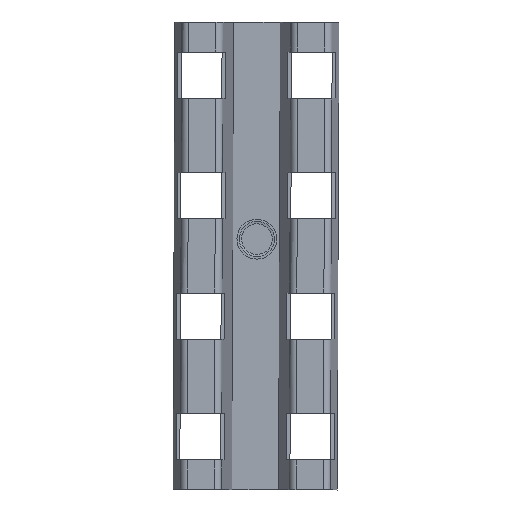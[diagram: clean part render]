
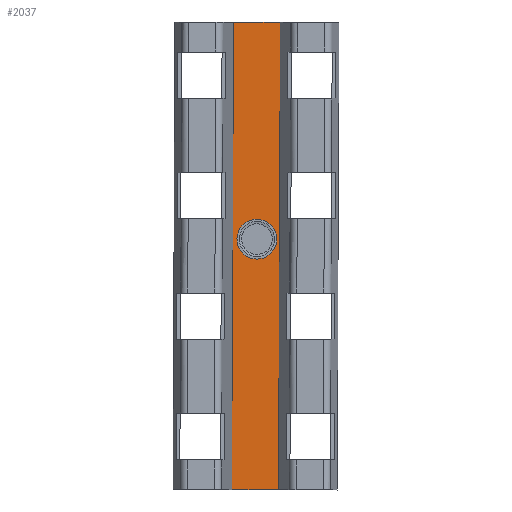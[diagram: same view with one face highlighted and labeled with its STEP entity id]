
A CAD part, top view. The second image highlights one B-rep face of the part: STEP entity #2037.
In plain terms, the highlighted planar face has unit normal (0, 0, 1).
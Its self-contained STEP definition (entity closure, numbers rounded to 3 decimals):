
#20=FACE_BOUND('',#221,.T.);
#42=PLANE('',#2170);
#129=FACE_OUTER_BOUND('',#220,.T.);
#220=EDGE_LOOP('',(#1658,#1659,#1660,#1661));
#221=EDGE_LOOP('',(#1662));
#322=LINE('',#2809,#586);
#411=LINE('',#3024,#675);
#479=LINE('',#3190,#743);
#480=LINE('',#3191,#744);
#586=VECTOR('',#2254,1.);
#675=VECTOR('',#2427,1.);
#743=VECTOR('',#2567,1.);
#744=VECTOR('',#2568,1.);
#839=CIRCLE('',#2171,8.259);
#864=VERTEX_POINT('',#2806);
#865=VERTEX_POINT('',#2808);
#948=VERTEX_POINT('',#3021);
#949=VERTEX_POINT('',#3023);
#1012=VERTEX_POINT('',#3192);
#1070=EDGE_CURVE('',#865,#864,#322,.T.);
#1179=EDGE_CURVE('',#948,#949,#411,.T.);
#1265=EDGE_CURVE('',#948,#865,#479,.T.);
#1266=EDGE_CURVE('',#949,#864,#480,.T.);
#1267=EDGE_CURVE('',#1012,#1012,#839,.T.);
#1658=ORIENTED_EDGE('',*,*,#1265,.T.);
#1659=ORIENTED_EDGE('',*,*,#1070,.T.);
#1660=ORIENTED_EDGE('',*,*,#1266,.F.);
#1661=ORIENTED_EDGE('',*,*,#1179,.F.);
#1662=ORIENTED_EDGE('',*,*,#1267,.F.);
#2037=ADVANCED_FACE('',(#129,#20),#42,.T.);
#2170=AXIS2_PLACEMENT_3D('',#3189,#2565,#2566);
#2171=AXIS2_PLACEMENT_3D('',#3193,#2569,#2570);
#2254=DIRECTION('',(-0.004,-1.,0.));
#2427=DIRECTION('',(-0.004,-1.,0.));
#2565=DIRECTION('center_axis',(0.,0.,
1.));
#2566=DIRECTION('ref_axis',(-1.,0.004,0.));
#2567=DIRECTION('',(-1.,0.004,0.));
#2568=DIRECTION('',(-1.,0.004,0.));
#2569=DIRECTION('center_axis',(0.,0.,
1.));
#2570=DIRECTION('ref_axis',(-0.476,0.879,0.));
#2806=CARTESIAN_POINT('',(67.085,30.944,-27.379));
#2808=CARTESIAN_POINT('',(67.811,224.943,-27.379));
#2809=CARTESIAN_POINT('',(67.811,224.943,-27.379));
#3021=CARTESIAN_POINT('',(87.283,224.87,-27.379));
#3023=CARTESIAN_POINT('',(86.558,30.872,-27.379));
#3024=CARTESIAN_POINT('',(87.283,224.87,-27.379));
#3189=CARTESIAN_POINT('Origin',(87.283,224.87,-27.379));
#3190=CARTESIAN_POINT('',(87.283,224.87,-27.379));
#3191=CARTESIAN_POINT('',(86.558,30.872,-27.379));
#3192=CARTESIAN_POINT('',(81.479,127.649,-27.379));
#3193=CARTESIAN_POINT('Origin',(77.547,134.912,-27.379));
